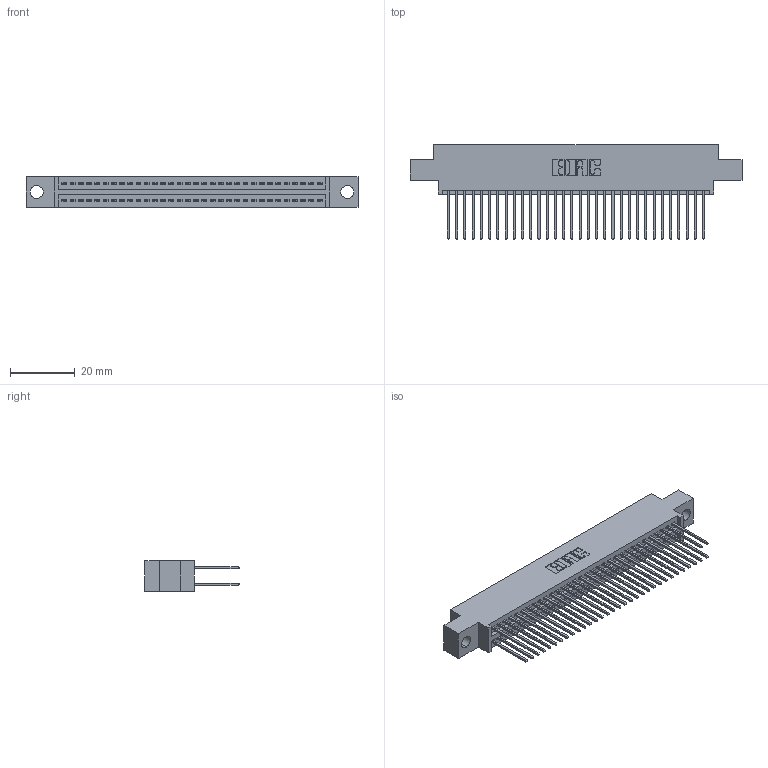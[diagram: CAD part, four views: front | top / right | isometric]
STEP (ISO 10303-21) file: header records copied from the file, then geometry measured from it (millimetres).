
FILE_DESCRIPTION (( 'STEP AP203' ), '1' );
FILE_NAME ('395-064-540-804.STEP', '2021-06-17T02:58:59', ( '' ), ( '' ), 'SwSTEP 2.0', 'SolidWorks 2020', '' );
FILE_SCHEMA (( 'CONFIG_CONTROL_DESIGN' ));
Length unit declared in the file: inch
Products named in the file (3): 395-064-540-804; 345-292-001_345-293-140; 345 Part_0.170 Offset - 0.156 Dia-TI
Assembly tree (65 placements, depth 2):
  395-064-540-804
    345 Part_0.170 Offset - 0.156 Dia-TI
    345-292-001_345-293-140  x64
Bounding box: 102.49 x 29.13 x 9.4 mm (x, y, z)
Volume: 9886.4 mm3; surface area: 15540.7 mm2
Topology: 65 solids, 65 shells, 3344 faces, 9925 edges, 6530 vertices
Faces by surface type: plane 2210, cylinder 1134
Entity records: 27023 total; most frequent: CARTESIAN_POINT 4546, ORIENTED_EDGE 4478, DIRECTION 4019, EDGE_CURVE 2239, VECTOR 1979, LINE 1979, VERTEX_POINT 1490, AXIS2_PLACEMENT_3D 1020
